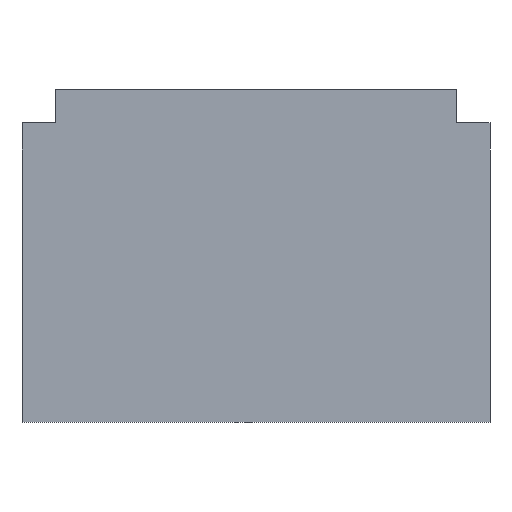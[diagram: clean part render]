
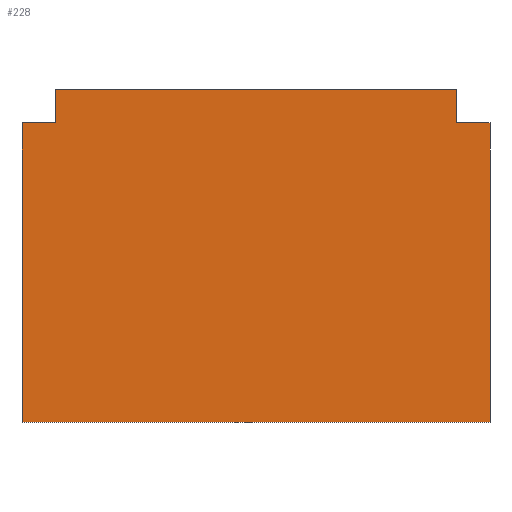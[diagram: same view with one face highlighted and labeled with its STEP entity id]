
A CAD part, left-side view. The second image highlights one B-rep face of the part: STEP entity #228.
In plain terms, the highlighted planar face has unit normal (-1, 0, 0).
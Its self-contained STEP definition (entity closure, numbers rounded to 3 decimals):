
#57=ORIENTED_EDGE('',*,*,#107,.T.);
#58=ORIENTED_EDGE('',*,*,#100,.F.);
#59=ORIENTED_EDGE('',*,*,#106,.F.);
#60=ORIENTED_EDGE('',*,*,#103,.T.);
#61=ORIENTED_EDGE('',*,*,#108,.F.);
#62=ORIENTED_EDGE('',*,*,#109,.F.);
#63=ORIENTED_EDGE('',*,*,#110,.T.);
#64=ORIENTED_EDGE('',*,*,#89,.F.);
#89=EDGE_CURVE('',#117,#118,#137,.T.);
#100=EDGE_CURVE('',#128,#126,#142,.T.);
#103=EDGE_CURVE('',#132,#131,#144,.T.);
#106=EDGE_CURVE('',#132,#128,#147,.T.);
#107=EDGE_CURVE('',#117,#126,#148,.T.);
#108=EDGE_CURVE('',#133,#131,#149,.T.);
#109=EDGE_CURVE('',#134,#133,#150,.T.);
#110=EDGE_CURVE('',#134,#118,#151,.T.);
#117=VERTEX_POINT('',#335);
#118=VERTEX_POINT('',#336);
#126=VERTEX_POINT('',#356);
#128=VERTEX_POINT('',#360);
#131=VERTEX_POINT('',#367);
#132=VERTEX_POINT('',#369);
#133=VERTEX_POINT('',#377);
#134=VERTEX_POINT('',#379);
#137=LINE('',#334,#157);
#142=LINE('',#361,#162);
#144=LINE('',#368,#164);
#147=LINE('',#373,#167);
#148=LINE('',#375,#168);
#149=LINE('',#376,#169);
#150=LINE('',#378,#170);
#151=LINE('',#380,#171);
#157=VECTOR('',#272,1000.);
#162=VECTOR('',#297,1000.);
#164=VECTOR('',#303,1000.);
#167=VECTOR('',#308,1000.);
#168=VECTOR('',#311,1000.);
#169=VECTOR('',#312,1000.);
#170=VECTOR('',#313,1000.);
#171=VECTOR('',#314,1000.);
#189=EDGE_LOOP('',(#57,#58,#59,#60,#61,#62,#63,#64));
#207=FACE_BOUND('',#189,.T.);
#217=PLANE('',#261);
#228=ADVANCED_FACE('',(#207),#217,.T.);
#261=AXIS2_PLACEMENT_3D('',#374,#309,#310);
#272=DIRECTION('',(0.,0.,1.));
#297=DIRECTION('',(0.,0.,1.));
#303=DIRECTION('',(0.,0.,1.));
#308=DIRECTION('',(0.,1.,0.));
#309=DIRECTION('',(-1.,0.,0.));
#310=DIRECTION('',(0.,0.,1.));
#311=DIRECTION('',(0.,1.,0.));
#312=DIRECTION('',(0.,-1.,0.));
#313=DIRECTION('',(0.,0.,-1.));
#314=DIRECTION('',(0.,1.,0.));
#334=CARTESIAN_POINT('',(-2.49,3.,4.48));
#335=CARTESIAN_POINT('',(-2.49,3.,4.48));
#336=CARTESIAN_POINT('',(-2.49,3.,4.98));
#356=CARTESIAN_POINT('',(-2.49,3.5,4.48));
#360=CARTESIAN_POINT('',(-2.49,3.5,0.));
#361=CARTESIAN_POINT('',(-2.49,3.5,0.));
#367=CARTESIAN_POINT('',(-2.49,-3.5,4.48));
#368=CARTESIAN_POINT('',(-2.49,-3.5,0.));
#369=CARTESIAN_POINT('',(-2.49,-3.5,0.));
#373=CARTESIAN_POINT('',(-2.49,-3.5,0.));
#374=CARTESIAN_POINT('',(-2.49,-3.5,0.));
#375=CARTESIAN_POINT('',(-2.49,3.,4.48));
#376=CARTESIAN_POINT('',(-2.49,-3.,4.48));
#377=CARTESIAN_POINT('',(-2.49,-3.,4.48));
#378=CARTESIAN_POINT('',(-2.49,-3.,4.98));
#379=CARTESIAN_POINT('',(-2.49,-3.,4.98));
#380=CARTESIAN_POINT('',(-2.49,-3.5,4.98));
